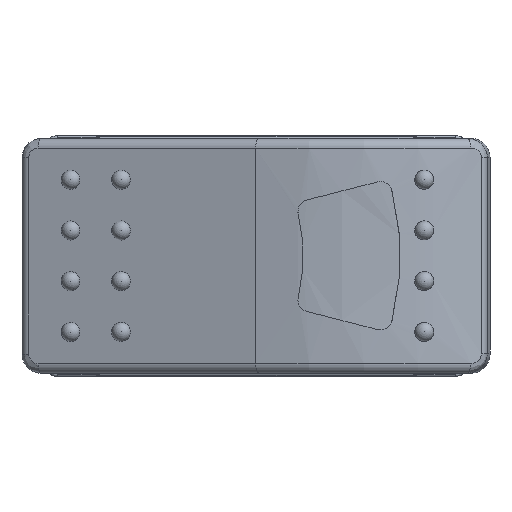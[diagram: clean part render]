
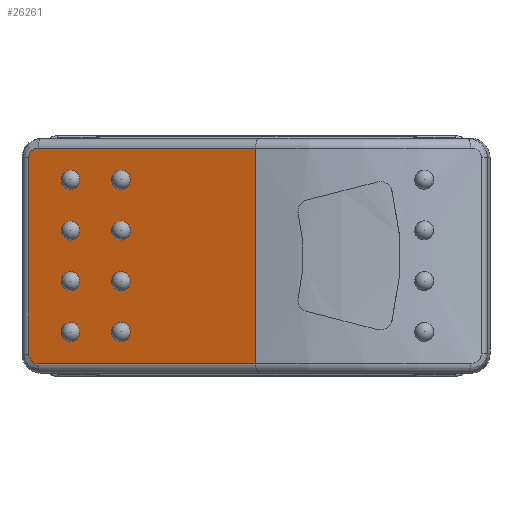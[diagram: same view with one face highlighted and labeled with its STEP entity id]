
A CAD part, top view. The second image highlights one B-rep face of the part: STEP entity #26261.
In plain terms, the highlighted planar face has unit normal (-0.294, 0, 0.956).
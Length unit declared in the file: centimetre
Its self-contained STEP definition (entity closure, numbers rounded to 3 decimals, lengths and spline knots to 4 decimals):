
#388=FACE_BOUND('',#8446,.T.);
#389=FACE_BOUND('',#8447,.T.);
#390=FACE_BOUND('',#8448,.T.);
#391=FACE_BOUND('',#8449,.T.);
#392=FACE_BOUND('',#8450,.T.);
#393=FACE_BOUND('',#8451,.T.);
#394=FACE_BOUND('',#8452,.T.);
#395=FACE_BOUND('',#8453,.T.);
#526=ELLIPSE('',#27810,0.101,0.1);
#529=ELLIPSE('',#27818,0.101,0.1);
#792=LINE('',#37433,#3444);
#816=LINE('',#37709,#3468);
#818=LINE('',#37745,#3470);
#819=LINE('',#37747,#3471);
#3444=VECTOR('',#29767,1.);
#3468=VECTOR('',#29909,1.);
#3470=VECTOR('',#29923,1.);
#3471=VECTOR('',#29926,1.);
#6076=PLANE('',#27847);
#6949=FACE_OUTER_BOUND('',#8445,.T.);
#8445=EDGE_LOOP('',(#18191,#18192,#18193,#18194,#18195,#18196));
#8446=EDGE_LOOP('',(#18197));
#8447=EDGE_LOOP('',(#18198));
#8448=EDGE_LOOP('',(#18199));
#8449=EDGE_LOOP('',(#18200));
#8450=EDGE_LOOP('',(#18201));
#8451=EDGE_LOOP('',(#18202));
#8452=EDGE_LOOP('',(#18203));
#8453=EDGE_LOOP('',(#18204));
#10024=CIRCLE('',#27760,0.1);
#10026=CIRCLE('',#27763,0.1);
#10028=CIRCLE('',#27766,0.1);
#10030=CIRCLE('',#27769,0.1);
#10032=CIRCLE('',#27772,0.1);
#10034=CIRCLE('',#27775,0.1);
#10036=CIRCLE('',#27778,0.1);
#10038=CIRCLE('',#27781,0.1);
#11237=VERTEX_POINT('',#37430);
#11238=VERTEX_POINT('',#37432);
#11244=VERTEX_POINT('',#37494);
#11246=VERTEX_POINT('',#37499);
#11248=VERTEX_POINT('',#37504);
#11250=VERTEX_POINT('',#37509);
#11252=VERTEX_POINT('',#37514);
#11254=VERTEX_POINT('',#37519);
#11256=VERTEX_POINT('',#37524);
#11258=VERTEX_POINT('',#37529);
#11282=VERTEX_POINT('',#37699);
#11283=VERTEX_POINT('',#37701);
#11285=VERTEX_POINT('',#37735);
#11287=VERTEX_POINT('',#37739);
#13899=EDGE_CURVE('',#11237,#11238,#792,.T.);
#13906=EDGE_CURVE('',#11244,#11244,#10024,.T.);
#13908=EDGE_CURVE('',#11246,#11246,#10026,.T.);
#13910=EDGE_CURVE('',#11248,#11248,#10028,.T.);
#13912=EDGE_CURVE('',#11250,#11250,#10030,.T.);
#13914=EDGE_CURVE('',#11252,#11252,#10032,.T.);
#13916=EDGE_CURVE('',#11254,#11254,#10034,.T.);
#13918=EDGE_CURVE('',#11256,#11256,#10036,.T.);
#13920=EDGE_CURVE('',#11258,#11258,#10038,.T.);
#13962=EDGE_CURVE('',#11282,#11283,#526,.T.);
#13966=EDGE_CURVE('',#11238,#11282,#816,.T.);
#13970=EDGE_CURVE('',#11287,#11285,#529,.T.);
#13972=EDGE_CURVE('',#11285,#11237,#818,.T.);
#13973=EDGE_CURVE('',#11283,#11287,#819,.T.);
#18191=ORIENTED_EDGE('',*,*,#13962,.F.);
#18192=ORIENTED_EDGE('',*,*,#13966,.F.);
#18193=ORIENTED_EDGE('',*,*,#13899,.F.);
#18194=ORIENTED_EDGE('',*,*,#13972,.F.);
#18195=ORIENTED_EDGE('',*,*,#13970,.F.);
#18196=ORIENTED_EDGE('',*,*,#13973,.F.);
#18197=ORIENTED_EDGE('',*,*,#13914,.T.);
#18198=ORIENTED_EDGE('',*,*,#13910,.T.);
#18199=ORIENTED_EDGE('',*,*,#13908,.T.);
#18200=ORIENTED_EDGE('',*,*,#13906,.T.);
#18201=ORIENTED_EDGE('',*,*,#13920,.T.);
#18202=ORIENTED_EDGE('',*,*,#13918,.T.);
#18203=ORIENTED_EDGE('',*,*,#13912,.T.);
#18204=ORIENTED_EDGE('',*,*,#13916,.T.);
#26261=ADVANCED_FACE('',(#6949,#388,#389,#390,#391,#392,#393,#394,#395),
#6076,.T.);
#27760=AXIS2_PLACEMENT_3D('',#37495,#29777,#29778);
#27763=AXIS2_PLACEMENT_3D('',#37500,#29783,#29784);
#27766=AXIS2_PLACEMENT_3D('',#37505,#29789,#29790);
#27769=AXIS2_PLACEMENT_3D('',#37510,#29795,#29796);
#27772=AXIS2_PLACEMENT_3D('',#37515,#29801,#29802);
#27775=AXIS2_PLACEMENT_3D('',#37520,#29807,#29808);
#27778=AXIS2_PLACEMENT_3D('',#37525,#29813,#29814);
#27781=AXIS2_PLACEMENT_3D('',#37530,#29819,#29820);
#27810=AXIS2_PLACEMENT_3D('',#37702,#29898,#29899);
#27818=AXIS2_PLACEMENT_3D('',#37741,#29916,#29917);
#27847=AXIS2_PLACEMENT_3D('',#37798,#29992,#29993);
#29767=DIRECTION('',(0.,-1.,0.));
#29777=DIRECTION('center_axis',(0.295,0.,
-0.956));
#29778=DIRECTION('ref_axis',(-0.956,0.,-0.295));
#29783=DIRECTION('center_axis',(0.295,0.,
-0.956));
#29784=DIRECTION('ref_axis',(-0.956,0.,-0.295));
#29789=DIRECTION('center_axis',(0.295,0.,
-0.956));
#29790=DIRECTION('ref_axis',(-0.956,0.,-0.295));
#29795=DIRECTION('center_axis',(0.295,0.,
-0.956));
#29796=DIRECTION('ref_axis',(-0.956,0.,-0.295));
#29801=DIRECTION('center_axis',(0.295,0.,
-0.956));
#29802=DIRECTION('ref_axis',(-0.956,0.,-0.295));
#29807=DIRECTION('center_axis',(0.295,0.,
-0.956));
#29808=DIRECTION('ref_axis',(-0.956,0.,-0.295));
#29813=DIRECTION('center_axis',(0.295,0.,
-0.956));
#29814=DIRECTION('ref_axis',(-0.956,0.,-0.295));
#29819=DIRECTION('center_axis',(0.295,0.,
-0.956));
#29820=DIRECTION('ref_axis',(-0.956,0.,-0.295));
#29898=DIRECTION('center_axis',(0.295,0.,
-0.956));
#29899=DIRECTION('ref_axis',(-0.956,0.,-0.295));
#29909=DIRECTION('',(-0.956,0.,-0.295));
#29916=DIRECTION('center_axis',(0.295,0.,
-0.956));
#29917=DIRECTION('ref_axis',(-0.956,0.,-0.295));
#29923=DIRECTION('',(0.956,0.,0.295));
#29926=DIRECTION('',(0.,1.,0.));
#29992=DIRECTION('center_axis',(-0.295,0.,
0.956));
#29993=DIRECTION('ref_axis',(0.,-1.,0.));
#37430=CARTESIAN_POINT('',(-0.0082,1.125,4.1794));
#37432=CARTESIAN_POINT('',(-0.0082,-1.125,4.1794));
#37433=CARTESIAN_POINT('',(-0.0082,0.,4.1794));
#37494=CARTESIAN_POINT('',(-2.034,0.795,3.555));
#37495=CARTESIAN_POINT('Origin',(-1.9385,0.795,3.5844));
#37499=CARTESIAN_POINT('',(-1.5084,0.795,3.717));
#37500=CARTESIAN_POINT('Origin',(-1.4129,0.795,3.7464));
#37504=CARTESIAN_POINT('',(-1.5084,0.265,3.717));
#37505=CARTESIAN_POINT('Origin',(-1.4129,0.265,3.7464));
#37509=CARTESIAN_POINT('',(-1.5084,-0.265,3.717));
#37510=CARTESIAN_POINT('Origin',(-1.4129,-0.265,3.7464));
#37514=CARTESIAN_POINT('',(-1.5084,-0.795,3.717));
#37515=CARTESIAN_POINT('Origin',(-1.4129,-0.795,3.7464));
#37519=CARTESIAN_POINT('',(-2.034,-0.795,3.555));
#37520=CARTESIAN_POINT('Origin',(-1.9385,-0.795,3.5844));
#37524=CARTESIAN_POINT('',(-2.034,-0.265,3.555));
#37525=CARTESIAN_POINT('Origin',(-1.9385,-0.265,3.5844));
#37529=CARTESIAN_POINT('',(-2.034,0.265,3.555));
#37530=CARTESIAN_POINT('Origin',(-1.9385,0.265,3.5844));
#37699=CARTESIAN_POINT('',(-2.2811,-1.125,3.4788));
#37701=CARTESIAN_POINT('',(-2.3776,-1.025,3.4491));
#37702=CARTESIAN_POINT('Origin',(-2.2811,-1.025,3.4788));
#37709=CARTESIAN_POINT('',(-1.3212,-1.125,3.7747));
#37735=CARTESIAN_POINT('',(-2.2811,1.125,3.4788));
#37739=CARTESIAN_POINT('',(-2.3776,1.025,3.4491));
#37741=CARTESIAN_POINT('Origin',(-2.2811,1.025,3.4788));
#37745=CARTESIAN_POINT('',(-1.3212,1.125,3.7747));
#37747=CARTESIAN_POINT('',(-2.3776,0.,3.4491));
#37798=CARTESIAN_POINT('Origin',(-2.4605,0.,
3.4235));
